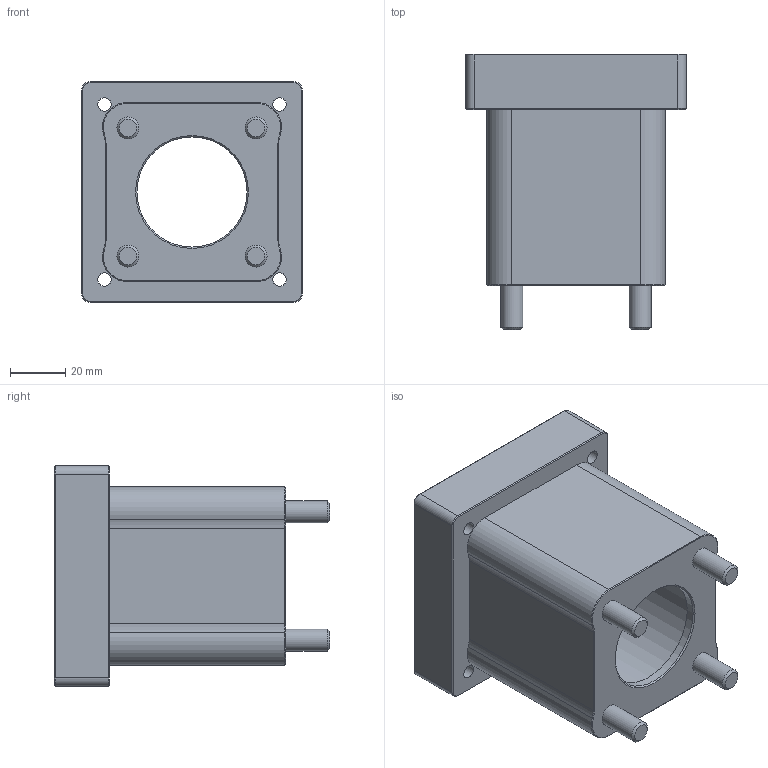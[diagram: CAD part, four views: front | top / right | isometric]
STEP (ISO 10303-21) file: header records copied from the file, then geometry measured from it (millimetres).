
FILE_DESCRIPTION(/* description */ (''),/* implementation_level */ '2;1');
FILE_NAME(/* name */ 'CAD_73458.stp',/* time_stamp */ '2016-11-11T12:34:52+01:00',/* author */ ('Hypex'),/* organization */ ('Hypex'),/* preprocessor_version */ 'ST-DEVELOPER v16.1',/* originating_system */ 'Autodesk Inventor 2016',/* authorisation */ '');
FILE_SCHEMA (('AUTOMOTIVE_DESIGN { 1 0 10303 214 3 1 1 }'));
Length unit declared in the file: millimetre
Products named in the file (1): CAD_73458
Bounding box: 80 x 100 x 80 mm (x, y, z)
Volume: 227733.9 mm3; surface area: 47645.2 mm2
Topology: 1 solids, 1 shells, 84 faces, 192 edges, 117 vertices
Faces by surface type: cylinder 30, plane 29, cone 25
Full cylindrical faces by diameter (mm): 4.917 x4, 8 x4, 40 x1, 48 x1
Entity records: 2350 total; most frequent: DIRECTION 424, CARTESIAN_POINT 419, ORIENTED_EDGE 354, EDGE_CURVE 177, AXIS2_PLACEMENT_3D 170, VERTEX_POINT 117, EDGE_LOOP 116, CIRCLE 85
